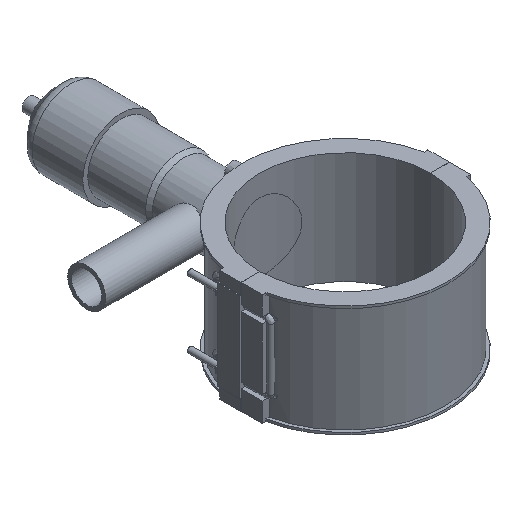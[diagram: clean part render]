
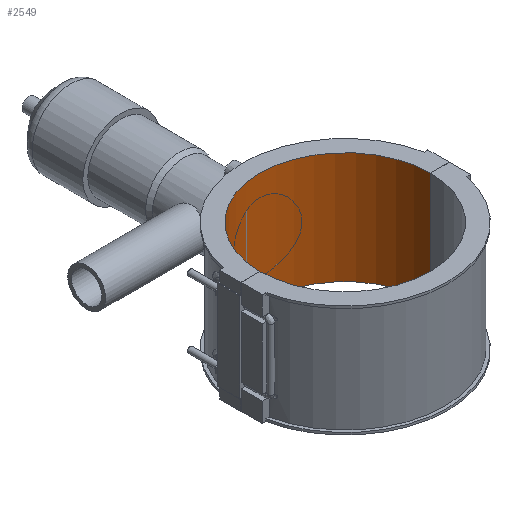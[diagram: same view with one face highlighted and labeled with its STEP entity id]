
A CAD part, isometric view. The second image highlights one B-rep face of the part: STEP entity #2549.
In plain terms, the highlighted cylindrical face has radius 90 mm (diameter 180 mm), a partial arc.
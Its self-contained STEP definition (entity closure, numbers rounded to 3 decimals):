
#346=FACE_OUTER_BOUND('',#539,.T.);
#539=EDGE_LOOP('',(#2252,#2253,#2254,#2255));
#743=LINE('',#4706,#954);
#771=LINE('',#5007,#982);
#954=VECTOR('',#3244,118.);
#982=VECTOR('',#3366,118.);
#1082=CIRCLE('',#2768,90.);
#1083=CIRCLE('',#2770,90.);
#1276=VERTEX_POINT('',#4703);
#1277=VERTEX_POINT('',#4705);
#1308=VERTEX_POINT('',#5004);
#1309=VERTEX_POINT('',#5006);
#1583=EDGE_CURVE('',#1277,#1276,#743,.T.);
#1637=EDGE_CURVE('',#1309,#1308,#771,.T.);
#1640=EDGE_CURVE('',#1277,#1308,#1082,.T.);
#1641=EDGE_CURVE('',#1309,#1276,#1083,.T.);
#2252=ORIENTED_EDGE('',*,*,#1637,.T.);
#2253=ORIENTED_EDGE('',*,*,#1640,.F.);
#2254=ORIENTED_EDGE('',*,*,#1583,.T.);
#2255=ORIENTED_EDGE('',*,*,#1641,.F.);
#2415=CYLINDRICAL_SURFACE('',#2771,90.);
#2549=ADVANCED_FACE('',(#346),#2415,.F.);
#2768=AXIS2_PLACEMENT_3D('',#5012,#3371,#3372);
#2770=AXIS2_PLACEMENT_3D('',#5014,#3375,#3376);
#2771=AXIS2_PLACEMENT_3D('',#5016,#3378,#3379);
#3244=DIRECTION('',(0.,0.,-1.));
#3366=DIRECTION('',(0.,0.,1.));
#3371=DIRECTION('center_axis',(0.,0.,-1.));
#3372=DIRECTION('ref_axis',(-1.,0.,0.));
#3375=DIRECTION('center_axis',(0.,0.,1.));
#3376=DIRECTION('ref_axis',(-1.,0.,0.));
#3378=DIRECTION('center_axis',(0.,0.,1.));
#3379=DIRECTION('ref_axis',(-1.,0.,0.));
#4703=CARTESIAN_POINT('',(-90.,0.05,-59.));
#4705=CARTESIAN_POINT('',(-90.,0.05,59.));
#4706=CARTESIAN_POINT('',(-90.,0.05,0.));
#5004=CARTESIAN_POINT('',(90.,0.05,59.));
#5006=CARTESIAN_POINT('',(90.,0.05,-59.));
#5007=CARTESIAN_POINT('',(90.,0.05,0.));
#5012=CARTESIAN_POINT('Origin',(0.,0.,59.));
#5014=CARTESIAN_POINT('Origin',(0.,0.,-59.));
#5016=CARTESIAN_POINT('Origin',(0.,0.,0.));
